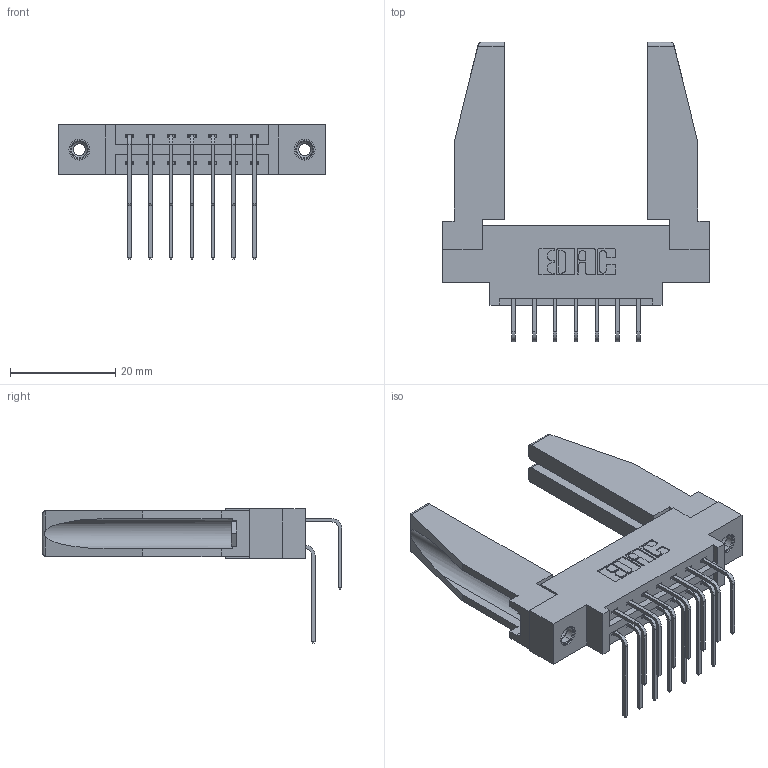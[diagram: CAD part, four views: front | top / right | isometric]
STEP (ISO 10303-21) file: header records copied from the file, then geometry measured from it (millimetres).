
FILE_DESCRIPTION (( 'STEP AP203' ), '1' );
FILE_NAME ('337-014-558-878.STEP', '2019-10-10T17:25:36', ( '' ), ( '' ), 'SwSTEP 2.0', 'SolidWorks 2016', '' );
FILE_SCHEMA (( 'CONFIG_CONTROL_DESIGN' ));
Length unit declared in the file: inch
Products named in the file (6): 307-220-078; 345-292-001_558 559 Tail - 1; 337-014-558-878; 345-250-001_345-250-001-102; 345-292-001_558 Tail - 2; 337 Part_0.170 Offset - 0.156 Dia-TI
Assembly tree (19 placements, depth 2):
  337-014-558-878
    337 Part_0.170 Offset - 0.156 Dia-TI
    345-292-001_558 559 Tail - 1  x7
    345-292-001_558 Tail - 2  x7
    345-250-001_345-250-001-102  x2
    307-220-078  x2
Bounding box: 50.75 x 56.96 x 25.53 mm (x, y, z)
Volume: 8839.1 mm3; surface area: 9481.9 mm2
Topology: 19 solids, 19 shells, 1032 faces, 2991 edges, 1966 vertices
Faces by surface type: plane 718, cylinder 298, cone 12, torus 4
Entity records: 14310 total; most frequent: CARTESIAN_POINT 2487, ORIENTED_EDGE 2328, DIRECTION 2168, EDGE_CURVE 1164, LINE 958, VECTOR 958, VERTEX_POINT 768, AXIS2_PLACEMENT_3D 605
